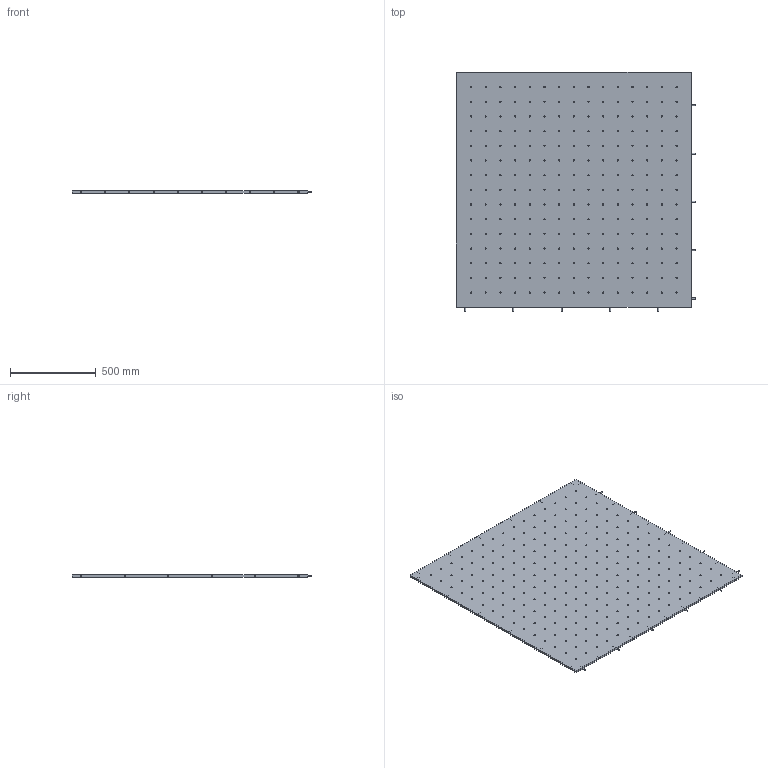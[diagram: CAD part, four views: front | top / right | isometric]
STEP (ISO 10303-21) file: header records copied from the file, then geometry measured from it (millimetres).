
FILE_DESCRIPTION(/* description */ (''),/* implementation_level */ '2;1');
FILE_NAME(/* name */ 'Floor Panel .step',/* time_stamp */ '2023-02-05T15:57:33-05:00',/* author */ (''),/* organization */ (''),/* preprocessor_version */ 'ST-DEVELOPER v19.2',/* originating_system */ 'Autodesk Translation Framework v11.17.0.187',/* authorisation */ '');
FILE_SCHEMA (('AUTOMOTIVE_DESIGN { 1 0 10303 214 3 1 1 }'));
Length unit declared in the file: foot
Products named in the file (1): Floor Panel
Bounding box: 1397 x 1397 x 12 mm (x, y, z)
Volume: 22487881.8 mm3; surface area: 3889574.2 mm2
Topology: 11 solids, 11 shells, 315 faces, 803 edges, 532 vertices
Faces by surface type: cylinder 257, plane 48, cone 10
Full cylindrical faces by diameter (mm): 6.35 x257
Entity records: 10746 total; most frequent: DIRECTION 1959, CARTESIAN_POINT 1651, ORIENTED_EDGE 1606, AXIS2_PLACEMENT_3D 840, EDGE_CURVE 803, EDGE_LOOP 787, VERTEX_POINT 532, CIRCLE 524
